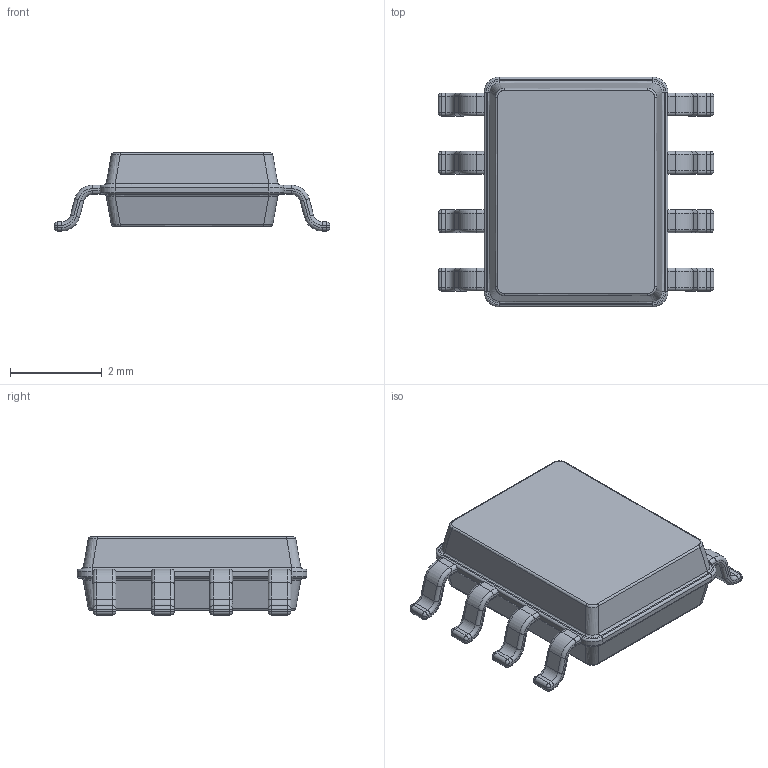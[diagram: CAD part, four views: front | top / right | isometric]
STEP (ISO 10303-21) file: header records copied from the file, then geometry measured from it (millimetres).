
FILE_DESCRIPTION(('FreeCAD Model'),'2;1');
FILE_NAME('Open CASCADE Shape Model','2023-08-13T13:49:32',(''),(''), 'Open CASCADE STEP processor 7.6','FreeCAD','Unknown');
FILE_SCHEMA(('AUTOMOTIVE_DESIGN { 1 0 10303 214 1 1 1 1 }'));
Length unit declared in the file: millimetre
Products named in the file (5): Unnamed; Case; Terminals; Terminals_OneSide; Terminals_OneSide_Single
Assembly tree (8 placements, depth 4):
  Unnamed
    Case
    Terminals
      Terminals_OneSide  x2
        Terminals_OneSide_Single
Bounding box: 6 x 5 x 1.7 mm (x, y, z)
Volume: 28.5 mm3; surface area: 76.8 mm2
Topology: 9 solids, 9 shells, 412 faces, 936 edges, 512 vertices
Faces by surface type: cylinder 172, plane 88, torus 72, bspline 48, sphere 32
Entity records: 11296 total; most frequent: CARTESIAN_POINT 6730, DIRECTION 656, ORIENTED_EDGE 520, PCURVE 520, DEFINITIONAL_REPRESENTATION 520, LINE 332, VECTOR 332, EDGE_CURVE 260
